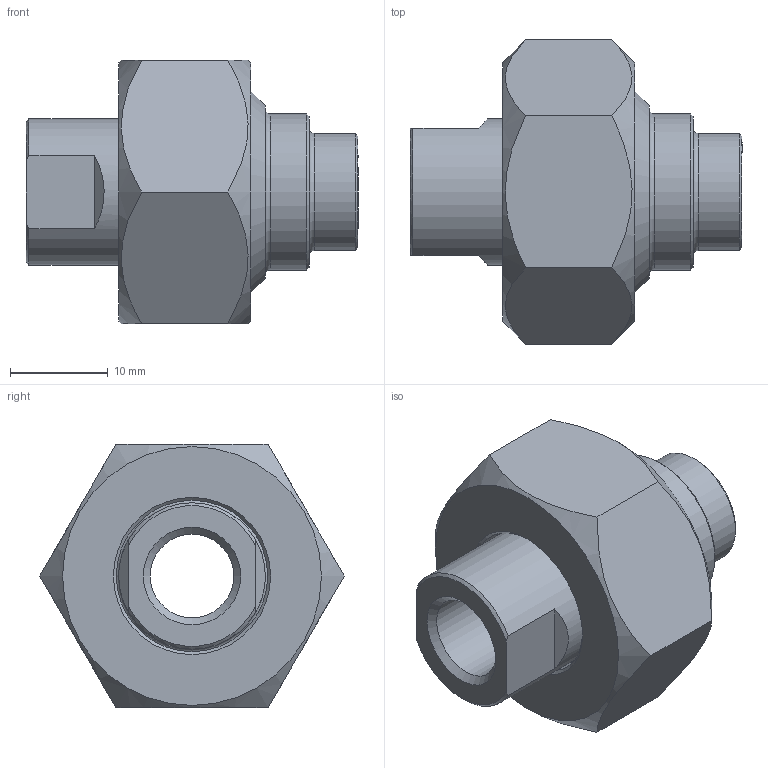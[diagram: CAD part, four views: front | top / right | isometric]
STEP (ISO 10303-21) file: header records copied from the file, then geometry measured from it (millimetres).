
FILE_DESCRIPTION(/* description */ (''),/* implementation_level */ '2;1');
FILE_NAME(/* name */ '3D_R666-E-SG-DN6-DN15-12_171130528.stp',/* time_stamp */ '2021-07-08T10:09:37+02:00',/* author */ ('cad'),/* organization */ (''),/* preprocessor_version */ 'ST-DEVELOPER v18.1',/* originating_system */ 'Autodesk Inventor 2022',/* authorisation */ '');
FILE_SCHEMA (('AUTOMOTIVE_DESIGN { 1 0 10303 214 3 1 1 }'));
Length unit declared in the file: millimetre
Products named in the file (4): 3D_R666-E-SG-DN6-DN15-12_171130528; 3D_R666-M-DN15_17113910; 3D_R666-SG-12-DN15_17113724; 3D_R666-E-DN6-DN15_17113100
Assembly tree (3 placements, depth 2):
  3D_R666-E-SG-DN6-DN15-12_171130528
    3D_R666-M-DN15_17113910
    3D_R666-SG-12-DN15_17113724
    3D_R666-E-DN6-DN15_17113100
Bounding box: 34 x 31.18 x 27 mm (x, y, z)
Volume: 9838.7 mm3; surface area: 6036.2 mm2
Topology: 3 solids, 3 shells, 50 faces, 114 edges, 74 vertices
Faces by surface type: plane 20, cone 17, cylinder 9, torus 4
Full cylindrical faces by diameter (mm): 8.566 x1, 9 x1, 12 x1, 15 x1, 15.5 x1, 16 x1, 18 x1, 18.631 x1, 20.9 x1
Entity records: 1569 total; most frequent: CARTESIAN_POINT 277, DIRECTION 272, ORIENTED_EDGE 228, AXIS2_PLACEMENT_3D 117, EDGE_CURVE 114, VERTEX_POINT 74, EDGE_LOOP 60, CIRCLE 58
